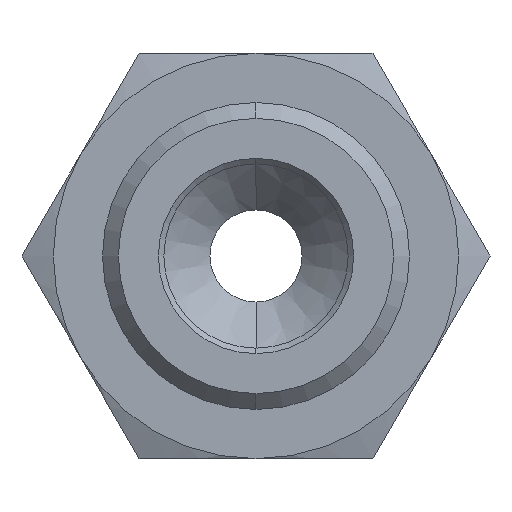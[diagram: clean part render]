
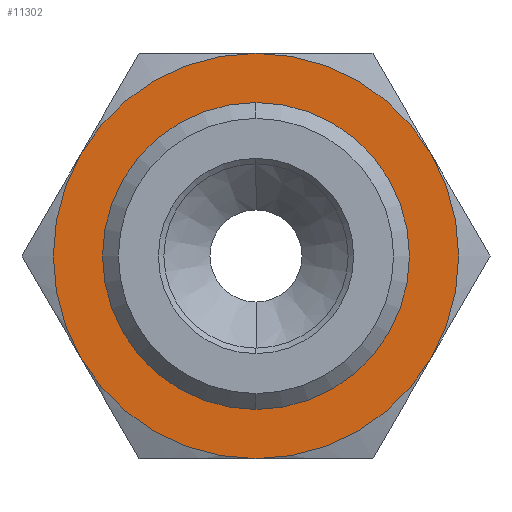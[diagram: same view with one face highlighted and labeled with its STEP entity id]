
A CAD part, left-side view. The second image highlights one B-rep face of the part: STEP entity #11302.
In plain terms, the highlighted planar face has unit normal (-1, 0, 0).
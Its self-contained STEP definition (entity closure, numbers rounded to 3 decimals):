
#25 = DIRECTION ( 'NONE',  ( -1., 0., 0. ) ) ;
#79 = CIRCLE ( 'NONE', #729, 11. ) ;
#278 = CARTESIAN_POINT ( 'NONE',  ( -35., 0., 0. ) ) ;
#286 = CARTESIAN_POINT ( 'NONE',  ( -35., 9.526, -5.5 ) ) ;
#430 = CIRCLE ( 'NONE', #4170, 11. ) ;
#453 = ORIENTED_EDGE ( 'NONE', *, *, #587, .T. ) ;
#587 = EDGE_CURVE ( 'NONE', #1618, #6962, #2786, .T. ) ;
#729 = AXIS2_PLACEMENT_3D ( 'NONE', #6548, #25, #4081 ) ;
#942 = VERTEX_POINT ( 'NONE', #286 ) ;
#1059 = CARTESIAN_POINT ( 'NONE',  ( -35., 0., -11. ) ) ;
#1618 = VERTEX_POINT ( 'NONE', #15978 ) ;
#2067 = ORIENTED_EDGE ( 'NONE', *, *, #14357, .T. ) ;
#2104 = AXIS2_PLACEMENT_3D ( 'NONE', #15173, #2256, #6125 ) ;
#2256 = DIRECTION ( 'NONE',  ( -1., 0., 0. ) ) ;
#2334 = DIRECTION ( 'NONE',  ( 0., 0., 1. ) ) ;
#2345 = DIRECTION ( 'NONE',  ( -1., 0., 0. ) ) ;
#2695 = DIRECTION ( 'NONE',  ( 0., 0., 1. ) ) ;
#2786 = CIRCLE ( 'NONE', #14032, 7.474 ) ;
#3041 = EDGE_CURVE ( 'NONE', #13908, #15245, #10924, .T. ) ;
#3094 = EDGE_CURVE ( 'NONE', #15301, #4324, #79, .T. ) ;
#3464 = PLANE ( 'NONE',  #11535 ) ;
#3651 = CIRCLE ( 'NONE', #2104, 11. ) ;
#3749 = ORIENTED_EDGE ( 'NONE', *, *, #14006, .T. ) ;
#3838 = DIRECTION ( 'NONE',  ( -1., 0., 0. ) ) ;
#3866 = EDGE_LOOP ( 'NONE', ( #4916, #453 ) ) ;
#4081 = DIRECTION ( 'NONE',  ( 0., 0., 1. ) ) ;
#4170 = AXIS2_PLACEMENT_3D ( 'NONE', #7211, #16296, #13813 ) ;
#4231 = DIRECTION ( 'NONE',  ( 0., 0., 1. ) ) ;
#4324 = VERTEX_POINT ( 'NONE', #9141 ) ;
#4429 = CARTESIAN_POINT ( 'NONE',  ( -35., 0., 0. ) ) ;
#4686 = ORIENTED_EDGE ( 'NONE', *, *, #5551, .T. ) ;
#4880 = CARTESIAN_POINT ( 'NONE',  ( -35., -9.526, -5.5 ) ) ;
#4916 = ORIENTED_EDGE ( 'NONE', *, *, #9795, .T. ) ;
#5551 = EDGE_CURVE ( 'NONE', #15245, #15301, #7996, .T. ) ;
#5565 = CIRCLE ( 'NONE', #12123, 11. ) ;
#5715 = ORIENTED_EDGE ( 'NONE', *, *, #3094, .T. ) ;
#5868 = FACE_OUTER_BOUND ( 'NONE', #10278, .T. ) ;
#6125 = DIRECTION ( 'NONE',  ( 0., 0., 1. ) ) ;
#6357 = CARTESIAN_POINT ( 'NONE',  ( -35., 0., 7.474 ) ) ;
#6548 = CARTESIAN_POINT ( 'NONE',  ( -35., 0., 0. ) ) ;
#6962 = VERTEX_POINT ( 'NONE', #6357 ) ;
#7211 = CARTESIAN_POINT ( 'NONE',  ( -35., 0., 0. ) ) ;
#7878 = AXIS2_PLACEMENT_3D ( 'NONE', #14387, #15720, #11953 ) ;
#7996 = CIRCLE ( 'NONE', #7878, 11. ) ;
#8525 = DIRECTION ( 'NONE',  ( 1., 0., 0. ) ) ;
#8725 = AXIS2_PLACEMENT_3D ( 'NONE', #16661, #10204, #2334 ) ;
#9141 = CARTESIAN_POINT ( 'NONE',  ( -35., 9.526, 5.5 ) ) ;
#9595 = EDGE_CURVE ( 'NONE', #942, #9631, #3651, .T. ) ;
#9599 = DIRECTION ( 'NONE',  ( 1., 0., 0. ) ) ;
#9631 = VERTEX_POINT ( 'NONE', #1059 ) ;
#9795 = EDGE_CURVE ( 'NONE', #6962, #1618, #14037, .T. ) ;
#10204 = DIRECTION ( 'NONE',  ( -1., 0., 0. ) ) ;
#10278 = EDGE_LOOP ( 'NONE', ( #4686, #5715, #3749, #12482, #2067, #16655 ) ) ;
#10766 = FACE_BOUND ( 'NONE', #3866, .T. ) ;
#10801 = AXIS2_PLACEMENT_3D ( 'NONE', #278, #9599, #4231 ) ;
#10924 = CIRCLE ( 'NONE', #8725, 11. ) ;
#11302 = ADVANCED_FACE ( 'NONE', ( #10766, #5868 ), #3464, .T. ) ;
#11535 = AXIS2_PLACEMENT_3D ( 'NONE', #11553, #2345, #15493 ) ;
#11553 = CARTESIAN_POINT ( 'NONE',  ( -35., 16.68, 0. ) ) ;
#11953 = DIRECTION ( 'NONE',  ( 0., 0., 1. ) ) ;
#12123 = AXIS2_PLACEMENT_3D ( 'NONE', #16825, #3838, #2695 ) ;
#12438 = DIRECTION ( 'NONE',  ( 0., 0., 1. ) ) ;
#12482 = ORIENTED_EDGE ( 'NONE', *, *, #9595, .T. ) ;
#13188 = CARTESIAN_POINT ( 'NONE',  ( -35., -9.526, 5.5 ) ) ;
#13813 = DIRECTION ( 'NONE',  ( 0., 0., 1. ) ) ;
#13908 = VERTEX_POINT ( 'NONE', #4880 ) ;
#14006 = EDGE_CURVE ( 'NONE', #4324, #942, #5565, .T. ) ;
#14032 = AXIS2_PLACEMENT_3D ( 'NONE', #4429, #8525, #12438 ) ;
#14037 = CIRCLE ( 'NONE', #10801, 7.474 ) ;
#14357 = EDGE_CURVE ( 'NONE', #9631, #13908, #430, .T. ) ;
#14387 = CARTESIAN_POINT ( 'NONE',  ( -35., 0., 0. ) ) ;
#15173 = CARTESIAN_POINT ( 'NONE',  ( -35., 0., 0. ) ) ;
#15245 = VERTEX_POINT ( 'NONE', #13188 ) ;
#15301 = VERTEX_POINT ( 'NONE', #16114 ) ;
#15493 = DIRECTION ( 'NONE',  ( 0., 0., 1. ) ) ;
#15720 = DIRECTION ( 'NONE',  ( -1., 0., 0. ) ) ;
#15978 = CARTESIAN_POINT ( 'NONE',  ( -35., 0., -7.474 ) ) ;
#16114 = CARTESIAN_POINT ( 'NONE',  ( -35., 0., 11. ) ) ;
#16296 = DIRECTION ( 'NONE',  ( -1., 0., 0. ) ) ;
#16655 = ORIENTED_EDGE ( 'NONE', *, *, #3041, .T. ) ;
#16661 = CARTESIAN_POINT ( 'NONE',  ( -35., 0., 0. ) ) ;
#16825 = CARTESIAN_POINT ( 'NONE',  ( -35., 0., 0. ) ) ;
